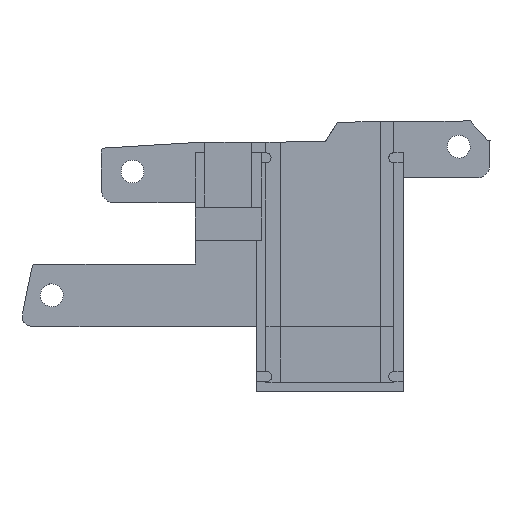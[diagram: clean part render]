
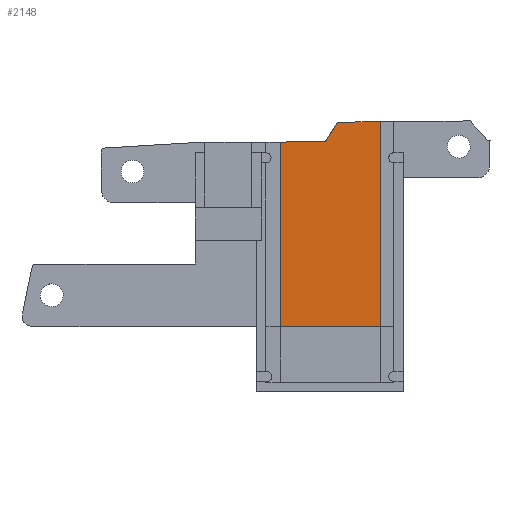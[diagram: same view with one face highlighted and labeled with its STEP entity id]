
A CAD part, top view. The second image highlights one B-rep face of the part: STEP entity #2148.
In plain terms, the highlighted planar face has unit normal (0, 0, 1).
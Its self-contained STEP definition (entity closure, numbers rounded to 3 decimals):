
#56=B_SPLINE_CURVE_WITH_KNOTS('',3,(#3142,#3143,#3144,#3145),
 .UNSPECIFIED.,.F.,.F.,(4,4),(0.,0.645),.UNSPECIFIED.);
#61=B_SPLINE_CURVE_WITH_KNOTS('',6,(#3226,#3227,#3228,#3229,#3230,#3231,
#3232),.UNSPECIFIED.,.F.,.F.,(7,7),(0.238,1.),.UNSPECIFIED.);
#80=B_SPLINE_CURVE_WITH_KNOTS('',5,(#3742,#3743,#3744,#3745,#3746,#3747,
#3748,#3749,#3750,#3751,#3752,#3753,#3754,#3755,#3756,#3757,#3758,#3759,
#3760,#3761,#3762,#3763,#3764,#3765),.UNSPECIFIED.,.F.,.F.,(6,4,4,2,4,4,
6),(0.,0.415,0.524,0.599,0.657,0.809,
1.),.UNSPECIFIED.);
#154=FACE_OUTER_BOUND('',#270,.T.);
#270=EDGE_LOOP('',(#1731,#1732,#1733,#1734,#1735,#1736));
#413=LINE('',#3168,#662);
#517=LINE('',#3771,#766);
#518=LINE('',#3773,#767);
#662=VECTOR('',#2476,10.);
#766=VECTOR('',#2680,1.);
#767=VECTOR('',#2683,1.);
#922=VERTEX_POINT('',#3139);
#923=VERTEX_POINT('',#3141);
#928=VERTEX_POINT('',#3165);
#929=VERTEX_POINT('',#3167);
#945=VERTEX_POINT('',#3223);
#946=VERTEX_POINT('',#3225);
#1138=EDGE_CURVE('',#922,#923,#56,.T.);
#1145=EDGE_CURVE('',#928,#929,#413,.T.);
#1164=EDGE_CURVE('',#945,#946,#61,.T.);
#1283=EDGE_CURVE('',#946,#922,#80,.T.);
#1286=EDGE_CURVE('',#929,#945,#517,.T.);
#1287=EDGE_CURVE('',#923,#928,#518,.T.);
#1731=ORIENTED_EDGE('',*,*,#1287,.F.);
#1732=ORIENTED_EDGE('',*,*,#1138,.F.);
#1733=ORIENTED_EDGE('',*,*,#1283,.F.);
#1734=ORIENTED_EDGE('',*,*,#1164,.F.);
#1735=ORIENTED_EDGE('',*,*,#1286,.F.);
#1736=ORIENTED_EDGE('',*,*,#1145,.F.);
#2048=PLANE('',#2296);
#2148=ADVANCED_FACE('',(#154),#2048,.T.);
#2296=AXIS2_PLACEMENT_3D('',#3772,#2681,#2682);
#2476=DIRECTION('',(-1.,0.,0.));
#2680=DIRECTION('',(0.,1.,0.));
#2681=DIRECTION('center_axis',(0.,0.,1.));
#2682=DIRECTION('ref_axis',(1.,0.,0.));
#2683=DIRECTION('',(0.,-1.,0.));
#3139=CARTESIAN_POINT('',(-1.487,98.532,5.101));
#3141=CARTESIAN_POINT('',(4.879,98.587,5.101));
#3142=CARTESIAN_POINT('Ctrl Pts',(-1.487,98.532,5.101));
#3143=CARTESIAN_POINT('Ctrl Pts',(0.663,98.551,5.101));
#3144=CARTESIAN_POINT('Ctrl Pts',(2.724,98.569,5.101));
#3145=CARTESIAN_POINT('Ctrl Pts',(4.879,98.587,5.101));
#3165=CARTESIAN_POINT('',(4.879,68.155,5.101));
#3167=CARTESIAN_POINT('',(-10.021,68.155,5.101));
#3168=CARTESIAN_POINT('',(-29.364,68.155,5.101));
#3223=CARTESIAN_POINT('',(-10.021,95.579,5.101));
#3225=CARTESIAN_POINT('',(-3.293,95.626,5.101));
#3226=CARTESIAN_POINT('Ctrl Pts',(-10.021,95.579,5.101));
#3227=CARTESIAN_POINT('Ctrl Pts',(-8.899,95.587,5.101));
#3228=CARTESIAN_POINT('Ctrl Pts',(-7.778,95.595,5.101));
#3229=CARTESIAN_POINT('Ctrl Pts',(-6.657,95.603,5.101));
#3230=CARTESIAN_POINT('Ctrl Pts',(-5.536,95.611,5.101));
#3231=CARTESIAN_POINT('Ctrl Pts',(-4.414,95.619,5.101));
#3232=CARTESIAN_POINT('Ctrl Pts',(-3.293,95.626,5.101));
#3742=CARTESIAN_POINT('Ctrl Pts',(-3.293,95.626,5.101));
#3743=CARTESIAN_POINT('Ctrl Pts',(-3.143,95.867,5.101));
#3744=CARTESIAN_POINT('Ctrl Pts',(-2.993,96.108,5.101));
#3745=CARTESIAN_POINT('Ctrl Pts',(-2.844,96.349,5.101));
#3746=CARTESIAN_POINT('Ctrl Pts',(-2.694,96.591,5.101));
#3747=CARTESIAN_POINT('Ctrl Pts',(-2.504,96.895,5.101));
#3748=CARTESIAN_POINT('Ctrl Pts',(-2.465,96.958,5.101));
#3749=CARTESIAN_POINT('Ctrl Pts',(-2.426,97.022,5.101));
#3750=CARTESIAN_POINT('Ctrl Pts',(-2.386,97.085,5.101));
#3751=CARTESIAN_POINT('Ctrl Pts',(-2.32,97.192,5.101));
#3752=CARTESIAN_POINT('Ctrl Pts',(-2.293,97.236,5.101));
#3753=CARTESIAN_POINT('Ctrl Pts',(-2.244,97.313,5.101));
#3754=CARTESIAN_POINT('Ctrl Pts',(-2.196,97.391,5.101));
#3755=CARTESIAN_POINT('Ctrl Pts',(-2.148,97.468,5.101));
#3756=CARTESIAN_POINT('Ctrl Pts',(-2.127,97.502,5.101));
#3757=CARTESIAN_POINT('Ctrl Pts',(-2.051,97.624,5.101));
#3758=CARTESIAN_POINT('Ctrl Pts',(-1.996,97.713,5.101));
#3759=CARTESIAN_POINT('Ctrl Pts',(-1.941,97.801,5.101));
#3760=CARTESIAN_POINT('Ctrl Pts',(-1.886,97.889,5.101));
#3761=CARTESIAN_POINT('Ctrl Pts',(-1.762,98.089,5.101));
#3762=CARTESIAN_POINT('Ctrl Pts',(-1.694,98.2,5.101));
#3763=CARTESIAN_POINT('Ctrl Pts',(-1.625,98.31,5.101));
#3764=CARTESIAN_POINT('Ctrl Pts',(-1.556,98.421,5.101));
#3765=CARTESIAN_POINT('Ctrl Pts',(-1.487,98.532,5.101));
#3771=CARTESIAN_POINT('',(-10.021,107.978,5.101));
#3772=CARTESIAN_POINT('Origin',(-3.271,135.478,5.101));
#3773=CARTESIAN_POINT('',(4.879,112.978,5.101));
